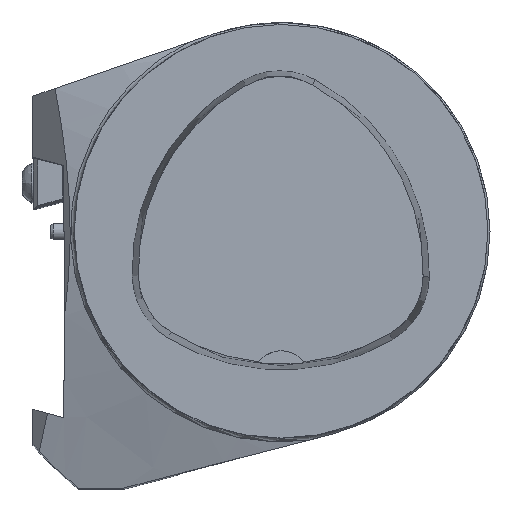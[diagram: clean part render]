
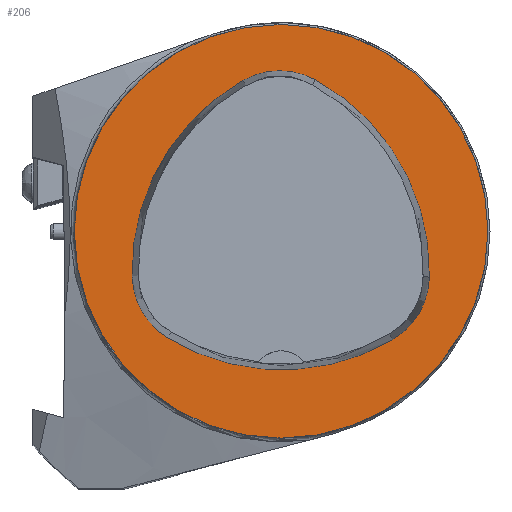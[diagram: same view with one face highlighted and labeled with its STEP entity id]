
A CAD part, top view. The second image highlights one B-rep face of the part: STEP entity #206.
In plain terms, the highlighted planar face has unit normal (0, 0, 1).
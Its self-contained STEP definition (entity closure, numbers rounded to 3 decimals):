
#206=ADVANCED_FACE('',(#556,#557),#279,.T.);
#279=PLANE('',#1588);
#556=FACE_BOUND('',#641,.T.);
#557=FACE_BOUND('',#642,.T.);
#641=EDGE_LOOP('',(#966,#967,#968,#969,#970,#971));
#642=EDGE_LOOP('',(#972));
#966=ORIENTED_EDGE('',*,*,#1379,.T.);
#967=ORIENTED_EDGE('',*,*,#1359,.T.);
#968=ORIENTED_EDGE('',*,*,#1363,.T.);
#969=ORIENTED_EDGE('',*,*,#1366,.T.);
#970=ORIENTED_EDGE('',*,*,#1369,.T.);
#971=ORIENTED_EDGE('',*,*,#1377,.T.);
#972=ORIENTED_EDGE('',*,*,#1246,.F.);
#1110=VERTEX_POINT('',#2108);
#1188=VERTEX_POINT('',#2390);
#1189=VERTEX_POINT('',#2391);
#1192=VERTEX_POINT('',#2399);
#1194=VERTEX_POINT('',#2405);
#1196=VERTEX_POINT('',#2411);
#1203=VERTEX_POINT('',#2432);
#1246=EDGE_CURVE('',#1110,#1110,#1424,.T.);
#1359=EDGE_CURVE('',#1188,#1189,#1435,.T.);
#1363=EDGE_CURVE('',#1189,#1192,#1437,.T.);
#1366=EDGE_CURVE('',#1192,#1194,#1439,.T.);
#1369=EDGE_CURVE('',#1194,#1196,#1441,.T.);
#1377=EDGE_CURVE('',#1196,#1203,#1445,.T.);
#1379=EDGE_CURVE('',#1203,#1188,#1447,.T.);
#1424=CIRCLE('',#1510,50.);
#1435=CIRCLE('',#1566,53.);
#1437=CIRCLE('',#1569,18.);
#1439=CIRCLE('',#1572,53.);
#1441=CIRCLE('',#1575,18.);
#1445=CIRCLE('',#1580,53.);
#1447=CIRCLE('',#1583,18.);
#1510=AXIS2_PLACEMENT_3D('',#2107,#1686,#1687);
#1566=AXIS2_PLACEMENT_3D('',#2389,#1875,#1876);
#1569=AXIS2_PLACEMENT_3D('',#2398,#1883,#1884);
#1572=AXIS2_PLACEMENT_3D('',#2404,#1890,#1891);
#1575=AXIS2_PLACEMENT_3D('',#2410,#1897,#1898);
#1580=AXIS2_PLACEMENT_3D('',#2433,#1909,#1910);
#1583=AXIS2_PLACEMENT_3D('',#2436,#1915,#1916);
#1588=AXIS2_PLACEMENT_3D('',#2441,#1925,#1926);
#1686=DIRECTION('',(0.,0.,-1.));
#1687=DIRECTION('',(-1.,0.,0.));
#1875=DIRECTION('',(0.,0.,-1.));
#1876=DIRECTION('',(-1.,0.,0.));
#1883=DIRECTION('',(0.,0.,-1.));
#1884=DIRECTION('',(-1.,0.,0.));
#1890=DIRECTION('',(0.,0.,-1.));
#1891=DIRECTION('',(-1.,0.,0.));
#1897=DIRECTION('',(0.,0.,-1.));
#1898=DIRECTION('',(-1.,0.,0.));
#1909=DIRECTION('',(0.,0.,-1.));
#1910=DIRECTION('',(-1.,0.,0.));
#1915=DIRECTION('',(0.,0.,-1.));
#1916=DIRECTION('',(-1.,0.,0.));
#1925=DIRECTION('',(0.,0.,1.));
#1926=DIRECTION('',(1.,0.,0.));
#2107=CARTESIAN_POINT('',(0.,0.,0.));
#2108=CARTESIAN_POINT('',(-50.,0.,0.));
#2389=CARTESIAN_POINT('',(16.978,-9.621,0.));
#2390=CARTESIAN_POINT('',(-36.009,-10.801,0.));
#2391=CARTESIAN_POINT('',(-9.238,36.441,0.));
#2398=CARTESIAN_POINT('',(-0.334,20.797,0.));
#2399=CARTESIAN_POINT('',(8.312,36.585,0.));
#2404=CARTESIAN_POINT('',(-17.147,-9.9,0.));
#2405=CARTESIAN_POINT('',(35.839,-11.094,0.));
#2410=CARTESIAN_POINT('',(17.844,-10.688,0.));
#2411=CARTESIAN_POINT('',(26.94,-26.221,0.));
#2432=CARTESIAN_POINT('',(-27.358,-25.784,0.));
#2433=CARTESIAN_POINT('',(0.157,19.514,0.));
#2436=CARTESIAN_POINT('',(-18.013,-10.4,0.));
#2441=CARTESIAN_POINT('',(0.,0.,0.));
